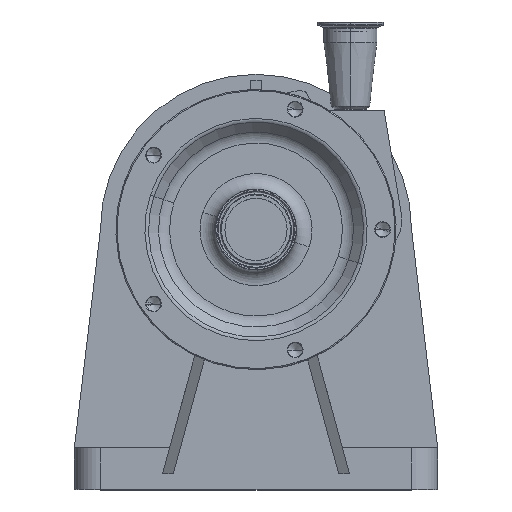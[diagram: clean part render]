
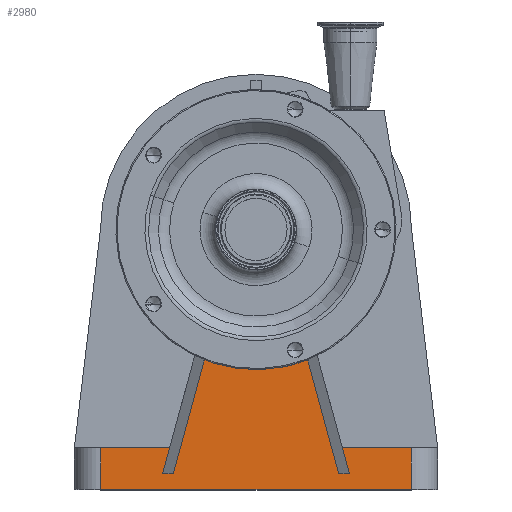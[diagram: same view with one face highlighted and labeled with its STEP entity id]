
A CAD part, top view. The second image highlights one B-rep face of the part: STEP entity #2980.
In plain terms, the highlighted planar face has unit normal (0, 0, 1).
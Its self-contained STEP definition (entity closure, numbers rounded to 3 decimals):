
#26 = DIRECTION ( 'NONE',  ( 1., 0., 0. ) ) ;
#64 = CIRCLE ( 'NONE', #506, 100. ) ;
#281 = VERTEX_POINT ( 'NONE', #1214 ) ;
#295 = VERTEX_POINT ( 'NONE', #3328 ) ;
#502 = CARTESIAN_POINT ( 'NONE',  ( -149.6, -250., 120. ) ) ;
#506 = AXIS2_PLACEMENT_3D ( 'NONE', #2932, #4528, #7370 ) ;
#686 = VERTEX_POINT ( 'NONE', #8976 ) ;
#719 = DIRECTION ( 'NONE',  ( 0., 0., -1. ) ) ;
#735 = CARTESIAN_POINT ( 'NONE',  ( 149.6, -210., 120. ) ) ;
#828 = CARTESIAN_POINT ( 'NONE',  ( -90., -235., 120. ) ) ;
#847 = VECTOR ( 'NONE', #3616, 1000. ) ;
#875 = AXIS2_PLACEMENT_3D ( 'NONE', #5542, #719, #2125 ) ;
#1191 = LINE ( 'NONE', #2738, #3585 ) ;
#1214 = CARTESIAN_POINT ( 'NONE',  ( 83.204, -210., 120. ) ) ;
#1276 = LINE ( 'NONE', #2741, #6553 ) ;
#1369 = ORIENTED_EDGE ( 'NONE', *, *, #2623, .T. ) ;
#1444 = VERTEX_POINT ( 'NONE', #5230 ) ;
#1471 = ORIENTED_EDGE ( 'NONE', *, *, #7441, .F. ) ;
#1492 = EDGE_CURVE ( 'NONE', #8440, #8234, #64, .T. ) ;
#1522 = CARTESIAN_POINT ( 'NONE',  ( 90., -235., 120. ) ) ;
#1566 = CARTESIAN_POINT ( 'NONE',  ( 40.6, -91.387, 120. ) ) ;
#1773 = VECTOR ( 'NONE', #5329, 1000. ) ;
#1779 = EDGE_CURVE ( 'NONE', #7209, #7782, #7653, .T. ) ;
#1876 = VERTEX_POINT ( 'NONE', #1522 ) ;
#1904 = LINE ( 'NONE', #6912, #8199 ) ;
#2100 = CARTESIAN_POINT ( 'NONE',  ( 87.773, -226.806, 120. ) ) ;
#2125 = DIRECTION ( 'NONE',  ( -1., 0., 0. ) ) ;
#2216 = VECTOR ( 'NONE', #8422, 1000. ) ;
#2425 = EDGE_CURVE ( 'NONE', #7814, #686, #1904, .T. ) ;
#2623 = EDGE_CURVE ( 'NONE', #295, #8440, #4201, .T. ) ;
#2660 = DIRECTION ( 'NONE',  ( 0.262, -0.965, 0. ) ) ;
#2737 = EDGE_LOOP ( 'NONE', ( #4021, #1471, #4108, #3932, #5508, #7700, #2796, #8771, #6260, #4841, #1369, #2892 ) ) ;
#2738 = CARTESIAN_POINT ( 'NONE',  ( 149.6, -210., 120. ) ) ;
#2741 = CARTESIAN_POINT ( 'NONE',  ( 149.6, -210., 120. ) ) ;
#2742 = DIRECTION ( 'NONE',  ( 0., -1., 0. ) ) ;
#2791 = DIRECTION ( 'NONE',  ( 1., 0., 0. ) ) ;
#2796 = ORIENTED_EDGE ( 'NONE', *, *, #2425, .F. ) ;
#2840 = VERTEX_POINT ( 'NONE', #4058 ) ;
#2892 = ORIENTED_EDGE ( 'NONE', *, *, #1492, .T. ) ;
#2932 = CARTESIAN_POINT ( 'NONE',  ( 0., 0., 120. ) ) ;
#2980 = ADVANCED_FACE ( 'NONE', ( #7118 ), #3454, .F. ) ;
#3328 = CARTESIAN_POINT ( 'NONE',  ( 79.637, -235., 120. ) ) ;
#3364 = LINE ( 'NONE', #6343, #8369 ) ;
#3454 = PLANE ( 'NONE',  #875 ) ;
#3585 = VECTOR ( 'NONE', #9005, 1000. ) ;
#3616 = DIRECTION ( 'NONE',  ( 0.262, 0.965, 0. ) ) ;
#3932 = ORIENTED_EDGE ( 'NONE', *, *, #8223, .F. ) ;
#3976 = EDGE_CURVE ( 'NONE', #7782, #686, #8376, .T. ) ;
#3998 = VECTOR ( 'NONE', #2660, 1000. ) ;
#4021 = ORIENTED_EDGE ( 'NONE', *, *, #4117, .T. ) ;
#4058 = CARTESIAN_POINT ( 'NONE',  ( -79.637, -235., 120. ) ) ;
#4108 = ORIENTED_EDGE ( 'NONE', *, *, #4458, .T. ) ;
#4117 = EDGE_CURVE ( 'NONE', #8234, #2840, #8862, .T. ) ;
#4201 = LINE ( 'NONE', #7049, #2216 ) ;
#4458 = EDGE_CURVE ( 'NONE', #8626, #1444, #6284, .T. ) ;
#4528 = DIRECTION ( 'NONE',  ( 0., 0., -1. ) ) ;
#4841 = ORIENTED_EDGE ( 'NONE', *, *, #7786, .F. ) ;
#5074 = VECTOR ( 'NONE', #8766, 1000. ) ;
#5230 = CARTESIAN_POINT ( 'NONE',  ( -83.204, -210., 120. ) ) ;
#5257 = CARTESIAN_POINT ( 'NONE',  ( -40.6, -91.387, 120. ) ) ;
#5276 = EDGE_CURVE ( 'NONE', #281, #1876, #9205, .T. ) ;
#5329 = DIRECTION ( 'NONE',  ( 1., 0., 0. ) ) ;
#5464 = CARTESIAN_POINT ( 'NONE',  ( -90., -235., 120. ) ) ;
#5508 = ORIENTED_EDGE ( 'NONE', *, *, #1779, .T. ) ;
#5542 = CARTESIAN_POINT ( 'NONE',  ( 149.6, -210., 120. ) ) ;
#6177 = LINE ( 'NONE', #5464, #1773 ) ;
#6260 = ORIENTED_EDGE ( 'NONE', *, *, #5276, .T. ) ;
#6284 = LINE ( 'NONE', #8534, #847 ) ;
#6343 = CARTESIAN_POINT ( 'NONE',  ( 0., -235., 120. ) ) ;
#6553 = VECTOR ( 'NONE', #26, 1000. ) ;
#6642 = EDGE_CURVE ( 'NONE', #281, #7814, #1191, .T. ) ;
#6912 = CARTESIAN_POINT ( 'NONE',  ( 149.6, -210., 120. ) ) ;
#7049 = CARTESIAN_POINT ( 'NONE',  ( 80.35, -237.623, 120. ) ) ;
#7118 = FACE_OUTER_BOUND ( 'NONE', #2737, .T. ) ;
#7158 = VECTOR ( 'NONE', #2742, 1000. ) ;
#7203 = CARTESIAN_POINT ( 'NONE',  ( -149.6, -210., 120. ) ) ;
#7209 = VERTEX_POINT ( 'NONE', #7203 ) ;
#7370 = DIRECTION ( 'NONE',  ( -1., 0., 0. ) ) ;
#7441 = EDGE_CURVE ( 'NONE', #8626, #2840, #6177, .T. ) ;
#7653 = LINE ( 'NONE', #7789, #7158 ) ;
#7700 = ORIENTED_EDGE ( 'NONE', *, *, #3976, .T. ) ;
#7782 = VERTEX_POINT ( 'NONE', #502 ) ;
#7786 = EDGE_CURVE ( 'NONE', #295, #1876, #3364, .T. ) ;
#7789 = CARTESIAN_POINT ( 'NONE',  ( -149.6, -210., 120. ) ) ;
#7814 = VERTEX_POINT ( 'NONE', #735 ) ;
#8199 = VECTOR ( 'NONE', #8381, 1000. ) ;
#8223 = EDGE_CURVE ( 'NONE', #7209, #1444, #1276, .T. ) ;
#8234 = VERTEX_POINT ( 'NONE', #8586 ) ;
#8369 = VECTOR ( 'NONE', #9244, 1000. ) ;
#8376 = LINE ( 'NONE', #9059, #8673 ) ;
#8381 = DIRECTION ( 'NONE',  ( 0., -1., 0. ) ) ;
#8422 = DIRECTION ( 'NONE',  ( -0.262, 0.965, 0. ) ) ;
#8440 = VERTEX_POINT ( 'NONE', #1566 ) ;
#8534 = CARTESIAN_POINT ( 'NONE',  ( -67.186, -151.072, 120. ) ) ;
#8586 = CARTESIAN_POINT ( 'NONE',  ( -40.6, -91.387, 120. ) ) ;
#8626 = VERTEX_POINT ( 'NONE', #828 ) ;
#8673 = VECTOR ( 'NONE', #2791, 1000. ) ;
#8766 = DIRECTION ( 'NONE',  ( -0.262, -0.965, 0. ) ) ;
#8771 = ORIENTED_EDGE ( 'NONE', *, *, #6642, .F. ) ;
#8862 = LINE ( 'NONE', #5257, #5074 ) ;
#8976 = CARTESIAN_POINT ( 'NONE',  ( 149.6, -250., 120. ) ) ;
#9005 = DIRECTION ( 'NONE',  ( 1., 0., 0. ) ) ;
#9059 = CARTESIAN_POINT ( 'NONE',  ( 149.6, -250., 120. ) ) ;
#9205 = LINE ( 'NONE', #2100, #3998 ) ;
#9244 = DIRECTION ( 'NONE',  ( 1., 0., 0. ) ) ;
